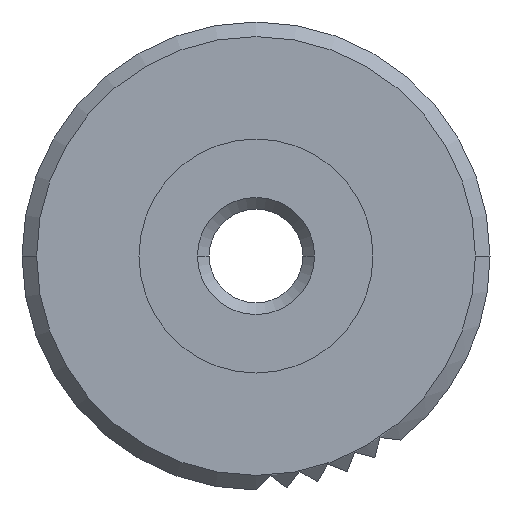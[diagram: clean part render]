
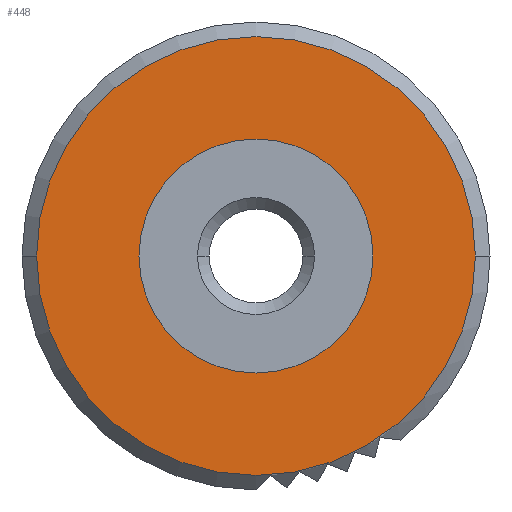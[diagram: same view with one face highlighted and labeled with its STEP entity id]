
A CAD part, front view. The second image highlights one B-rep face of the part: STEP entity #448.
In plain terms, the highlighted planar face has unit normal (0, -1, 0).
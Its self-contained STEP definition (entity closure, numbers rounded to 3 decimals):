
#204 = EDGE_CURVE( '', #236, #374, #550, .T. );
#208 = VERTEX_POINT( '', #554 );
#214 = VERTEX_POINT( '', #561 );
#236 = VERTEX_POINT( '', #587 );
#294 = EDGE_CURVE( '', #374, #236, #652, .T. );
#374 = VERTEX_POINT( '', #739 );
#398 = EDGE_CURVE( '', #208, #214, #764, .T. );
#432 = EDGE_CURVE( '', #214, #208, #799, .T. );
#448 = ADVANCED_FACE( '', ( #817, #818 ), #819, .T. );
#550 = CIRCLE( '', #922, 4. );
#554 = CARTESIAN_POINT( '', ( 7.5, 6., 0. ) );
#561 = CARTESIAN_POINT( '', ( -7.5, 6., 0. ) );
#587 = CARTESIAN_POINT( '', ( 4., 6., 0. ) );
#652 = CIRCLE( '', #1102, 4. );
#739 = CARTESIAN_POINT( '', ( -4., 6., 0. ) );
#764 = CIRCLE( '', #1314, 7.5 );
#799 = CIRCLE( '', #1379, 7.5 );
#817 = FACE_OUTER_BOUND( '', #1411, .T. );
#818 = FACE_BOUND( '', #1412, .T. );
#819 = PLANE( '', #1413 );
#922 = AXIS2_PLACEMENT_3D( '', #1580, #1581, #1582 );
#1102 = AXIS2_PLACEMENT_3D( '', #1710, #1711, #1712 );
#1314 = AXIS2_PLACEMENT_3D( '', #1826, #1827, #1828 );
#1379 = AXIS2_PLACEMENT_3D( '', #1843, #1844, #1845 );
#1411 = EDGE_LOOP( '', ( #1880, #1881 ) );
#1412 = EDGE_LOOP( '', ( #1882, #1883 ) );
#1413 = AXIS2_PLACEMENT_3D( '', #1884, #1885, #1886 );
#1580 = CARTESIAN_POINT( '', ( 0., 6., 0. ) );
#1581 = DIRECTION( '', ( 0., 1., 0. ) );
#1582 = DIRECTION( '', ( 1., 0., 0. ) );
#1710 = CARTESIAN_POINT( '', ( 0., 6., 0. ) );
#1711 = DIRECTION( '', ( 0., 1., 0. ) );
#1712 = DIRECTION( '', ( 1., 0., 0. ) );
#1826 = CARTESIAN_POINT( '', ( 0., 6., 0. ) );
#1827 = DIRECTION( '', ( 0., 1., 0. ) );
#1828 = DIRECTION( '', ( 1., 0., 0. ) );
#1843 = CARTESIAN_POINT( '', ( 0., 6., 0. ) );
#1844 = DIRECTION( '', ( 0., 1., 0. ) );
#1845 = DIRECTION( '', ( 1., 0., 0. ) );
#1880 = ORIENTED_EDGE( '', *, *, #398, .F. );
#1881 = ORIENTED_EDGE( '', *, *, #432, .F. );
#1882 = ORIENTED_EDGE( '', *, *, #204, .T. );
#1883 = ORIENTED_EDGE( '', *, *, #294, .T. );
#1884 = CARTESIAN_POINT( '', ( 5.75, 6., 0. ) );
#1885 = DIRECTION( '', ( 0., -1., 0. ) );
#1886 = DIRECTION( '', ( -1., 0., 0. ) );
